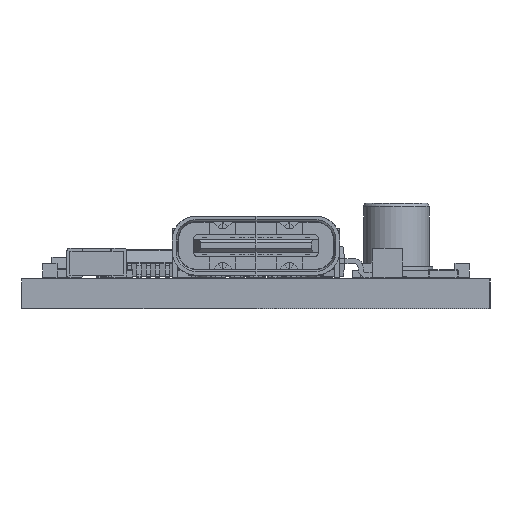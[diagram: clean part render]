
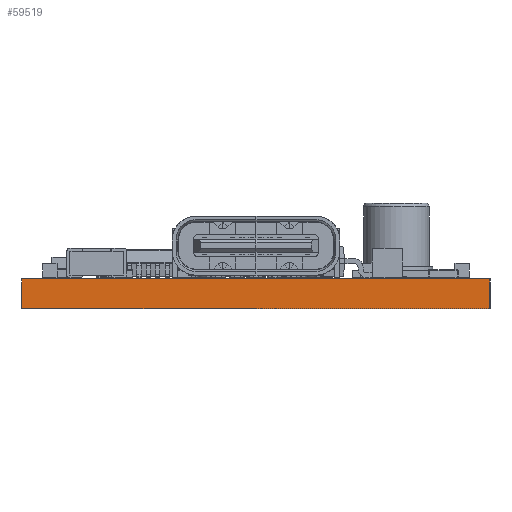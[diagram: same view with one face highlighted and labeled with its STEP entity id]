
A CAD part, left-side view. The second image highlights one B-rep face of the part: STEP entity #59519.
In plain terms, the highlighted planar face has unit normal (-1, 0, 0).
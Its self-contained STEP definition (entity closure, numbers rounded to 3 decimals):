
#59463 = VERTEX_POINT('',#59464);
#59464 = CARTESIAN_POINT('',(100.,-80.,1.6));
#59470 = EDGE_CURVE('',#59471,#59463,#59473,.T.);
#59471 = VERTEX_POINT('',#59472);
#59472 = CARTESIAN_POINT('',(100.,-80.,0.));
#59473 = LINE('',#59474,#59475);
#59474 = CARTESIAN_POINT('',(100.,-80.,0.));
#59475 = VECTOR('',#59476,1.);
#59476 = DIRECTION('',(0.,0.,1.));
#59519 = ADVANCED_FACE('',(#59520),#59545,.T.);
#59520 = FACE_BOUND('',#59521,.T.);
#59521 = EDGE_LOOP('',(#59522,#59523,#59531,#59539));
#59522 = ORIENTED_EDGE('',*,*,#59470,.T.);
#59523 = ORIENTED_EDGE('',*,*,#59524,.T.);
#59524 = EDGE_CURVE('',#59463,#59525,#59527,.T.);
#59525 = VERTEX_POINT('',#59526);
#59526 = CARTESIAN_POINT('',(100.,-55.,1.6));
#59527 = LINE('',#59528,#59529);
#59528 = CARTESIAN_POINT('',(100.,-80.,1.6));
#59529 = VECTOR('',#59530,1.);
#59530 = DIRECTION('',(0.,1.,0.));
#59531 = ORIENTED_EDGE('',*,*,#59532,.F.);
#59532 = EDGE_CURVE('',#59533,#59525,#59535,.T.);
#59533 = VERTEX_POINT('',#59534);
#59534 = CARTESIAN_POINT('',(100.,-55.,0.));
#59535 = LINE('',#59536,#59537);
#59536 = CARTESIAN_POINT('',(100.,-55.,0.));
#59537 = VECTOR('',#59538,1.);
#59538 = DIRECTION('',(0.,0.,1.));
#59539 = ORIENTED_EDGE('',*,*,#59540,.F.);
#59540 = EDGE_CURVE('',#59471,#59533,#59541,.T.);
#59541 = LINE('',#59542,#59543);
#59542 = CARTESIAN_POINT('',(100.,-80.,0.));
#59543 = VECTOR('',#59544,1.);
#59544 = DIRECTION('',(0.,1.,0.));
#59545 = PLANE('',#59546);
#59546 = AXIS2_PLACEMENT_3D('',#59547,#59548,#59549);
#59547 = CARTESIAN_POINT('',(100.,-80.,0.));
#59548 = DIRECTION('',(-1.,0.,0.));
#59549 = DIRECTION('',(0.,1.,0.));
